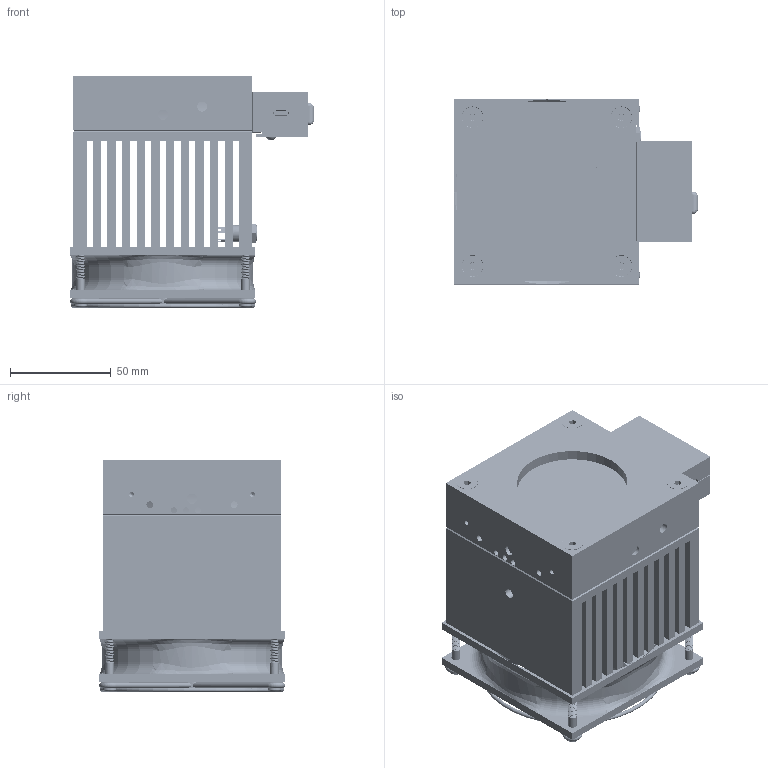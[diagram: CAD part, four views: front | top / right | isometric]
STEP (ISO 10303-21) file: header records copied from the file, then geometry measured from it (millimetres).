
FILE_DESCRIPTION (( 'STEP AP214' ), '1' );
FILE_NAME ('SK-9778 UP55N-150F-VR-BLU.STEP', '2018-01-03T20:15:53', ( '' ), ( '' ), 'SwSTEP 2.0', 'SolidWorks 2016', '' );
FILE_SCHEMA (( 'AUTOMOTIVE_DESIGN' ));
Length unit declared in the file: millimetre
Products named in the file (1): SK-9778 UP55N-150F-VR-BLU
Bounding box: 121.26 x 92.38 x 115.25 mm (x, y, z)
Volume: 592179.8 mm3; surface area: 247660 mm2
Topology: 18 solids, 22 shells, 2537 faces, 7035 edges, 4582 vertices
Faces by surface type: cylinder 1329, plane 620, bspline 325, cone 205, torus 54, sphere 4
Entity records: 146198 total; most frequent: CARTESIAN_POINT 61335, ORIENTED_EDGE 14018, DIRECTION 9345, EDGE_CURVE 7009, VERTEX_POINT 4582, AXIS2_PLACEMENT_3D 3118, VECTOR 3109, LINE 3109
